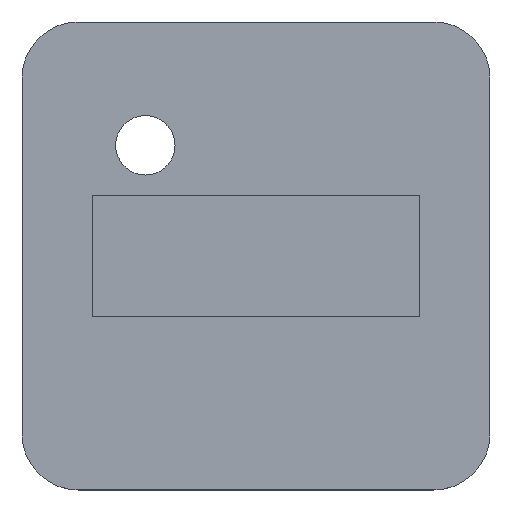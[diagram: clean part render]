
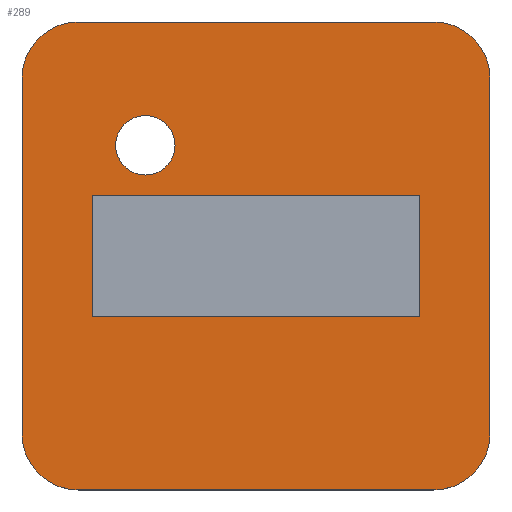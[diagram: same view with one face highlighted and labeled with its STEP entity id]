
A CAD part, top view. The second image highlights one B-rep face of the part: STEP entity #289.
In plain terms, the highlighted planar face has unit normal (0, 0, 1).
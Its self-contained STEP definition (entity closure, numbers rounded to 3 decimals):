
#19=FACE_BOUND('',#59,.T.);
#20=FACE_BOUND('',#60,.T.);
#22=CIRCLE('',#319,6.);
#24=CIRCLE('',#323,6.);
#25=CIRCLE('',#324,6.);
#26=CIRCLE('',#325,6.);
#27=CIRCLE('',#326,3.175);
#42=FACE_OUTER_BOUND('',#58,.T.);
#58=EDGE_LOOP('',(#215,#216,#217,#218,#219,#220,#221,#222));
#59=EDGE_LOOP('',(#223));
#60=EDGE_LOOP('',(#224,#225,#226,#227));
#77=LINE('',#444,#106);
#80=LINE('',#449,#109);
#83=LINE('',#461,#112);
#86=LINE('',#467,#115);
#87=LINE('',#471,#116);
#88=LINE('',#475,#117);
#89=LINE('',#480,#118);
#90=LINE('',#481,#119);
#106=VECTOR('',#355,10.);
#109=VECTOR('',#360,10.);
#112=VECTOR('',#371,10.);
#115=VECTOR('',#376,10.);
#116=VECTOR('',#379,10.);
#117=VECTOR('',#382,10.);
#118=VECTOR('',#387,10.);
#119=VECTOR('',#388,10.);
#134=VERTEX_POINT('',#441);
#135=VERTEX_POINT('',#443);
#136=VERTEX_POINT('',#447);
#137=VERTEX_POINT('',#451);
#138=VERTEX_POINT('',#452);
#141=VERTEX_POINT('',#460);
#143=VERTEX_POINT('',#466);
#144=VERTEX_POINT('',#468);
#145=VERTEX_POINT('',#470);
#146=VERTEX_POINT('',#472);
#147=VERTEX_POINT('',#474);
#148=VERTEX_POINT('',#477);
#149=VERTEX_POINT('',#479);
#161=EDGE_CURVE('',#135,#134,#77,.T.);
#164=EDGE_CURVE('',#134,#136,#80,.T.);
#165=EDGE_CURVE('',#137,#138,#22,.T.);
#169=EDGE_CURVE('',#141,#138,#83,.T.);
#172=EDGE_CURVE('',#137,#143,#86,.T.);
#173=EDGE_CURVE('',#144,#143,#24,.T.);
#174=EDGE_CURVE('',#144,#145,#87,.T.);
#175=EDGE_CURVE('',#146,#145,#25,.T.);
#176=EDGE_CURVE('',#146,#147,#88,.T.);
#177=EDGE_CURVE('',#141,#147,#26,.T.);
#178=EDGE_CURVE('',#148,#148,#27,.T.);
#179=EDGE_CURVE('',#136,#149,#89,.T.);
#180=EDGE_CURVE('',#149,#135,#90,.T.);
#215=ORIENTED_EDGE('',*,*,#165,.F.);
#216=ORIENTED_EDGE('',*,*,#172,.T.);
#217=ORIENTED_EDGE('',*,*,#173,.F.);
#218=ORIENTED_EDGE('',*,*,#174,.T.);
#219=ORIENTED_EDGE('',*,*,#175,.F.);
#220=ORIENTED_EDGE('',*,*,#176,.T.);
#221=ORIENTED_EDGE('',*,*,#177,.F.);
#222=ORIENTED_EDGE('',*,*,#169,.T.);
#223=ORIENTED_EDGE('',*,*,#178,.T.);
#224=ORIENTED_EDGE('',*,*,#179,.T.);
#225=ORIENTED_EDGE('',*,*,#180,.T.);
#226=ORIENTED_EDGE('',*,*,#161,.T.);
#227=ORIENTED_EDGE('',*,*,#164,.T.);
#277=PLANE('',#322);
#289=ADVANCED_FACE('',(#42,#19,#20),#277,.T.);
#319=AXIS2_PLACEMENT_3D('',#453,#363,#364);
#322=AXIS2_PLACEMENT_3D('',#465,#374,#375);
#323=AXIS2_PLACEMENT_3D('',#469,#377,#378);
#324=AXIS2_PLACEMENT_3D('',#473,#380,#381);
#325=AXIS2_PLACEMENT_3D('',#476,#383,#384);
#326=AXIS2_PLACEMENT_3D('',#478,#385,#386);
#355=DIRECTION('',(1.,0.,0.));
#360=DIRECTION('',(0.,-1.,0.));
#363=DIRECTION('center_axis',(0.,0.,-1.));
#364=DIRECTION('ref_axis',(0.707,0.707,0.));
#371=DIRECTION('',(0.,1.,0.));
#374=DIRECTION('center_axis',(0.,0.,1.));
#375=DIRECTION('ref_axis',(1.,0.,0.));
#376=DIRECTION('',(-1.,0.,0.));
#377=DIRECTION('center_axis',(0.,0.,-1.));
#378=DIRECTION('ref_axis',(-0.707,0.707,0.));
#379=DIRECTION('',(0.,-1.,0.));
#380=DIRECTION('center_axis',(0.,0.,-1.));
#381=DIRECTION('ref_axis',(-0.707,-0.707,0.));
#382=DIRECTION('',(1.,0.,0.));
#383=DIRECTION('center_axis',(0.,0.,-1.));
#384=DIRECTION('ref_axis',(0.707,-0.707,0.));
#385=DIRECTION('center_axis',(0.,0.,-1.));
#386=DIRECTION('ref_axis',(1.,0.,0.));
#387=DIRECTION('',(-1.,0.,0.));
#388=DIRECTION('',(0.,1.,0.));
#441=CARTESIAN_POINT('',(128.535,4.53,1.6));
#443=CARTESIAN_POINT('',(93.535,4.53,1.6));
#444=CARTESIAN_POINT('',(93.535,4.53,1.6));
#447=CARTESIAN_POINT('',(128.535,-8.47,1.6));
#449=CARTESIAN_POINT('',(128.535,4.53,1.6));
#451=CARTESIAN_POINT('',(130.035,23.03,1.6));
#452=CARTESIAN_POINT('',(136.035,17.03,1.6));
#453=CARTESIAN_POINT('Origin',(130.035,17.03,1.6));
#460=CARTESIAN_POINT('',(136.035,-20.97,1.6));
#461=CARTESIAN_POINT('',(136.035,23.03,1.6));
#465=CARTESIAN_POINT('Origin',(111.035,-1.97,1.6));
#466=CARTESIAN_POINT('',(92.035,23.03,1.6));
#467=CARTESIAN_POINT('',(86.035,23.03,1.6));
#468=CARTESIAN_POINT('',(86.035,17.03,1.6));
#469=CARTESIAN_POINT('Origin',(92.035,17.03,1.6));
#470=CARTESIAN_POINT('',(86.035,-20.97,1.6));
#471=CARTESIAN_POINT('',(86.035,-26.97,1.6));
#472=CARTESIAN_POINT('',(92.035,-26.97,1.6));
#473=CARTESIAN_POINT('Origin',(92.035,-20.97,1.6));
#474=CARTESIAN_POINT('',(130.035,-26.97,1.6));
#475=CARTESIAN_POINT('',(136.035,-26.97,1.6));
#476=CARTESIAN_POINT('Origin',(130.035,-20.97,1.6));
#477=CARTESIAN_POINT('',(96.035,9.855,1.6));
#478=CARTESIAN_POINT('Origin',(99.21,9.855,1.6));
#479=CARTESIAN_POINT('',(93.535,-8.47,1.6));
#480=CARTESIAN_POINT('',(128.535,-8.47,1.6));
#481=CARTESIAN_POINT('',(93.535,-8.47,1.6));
